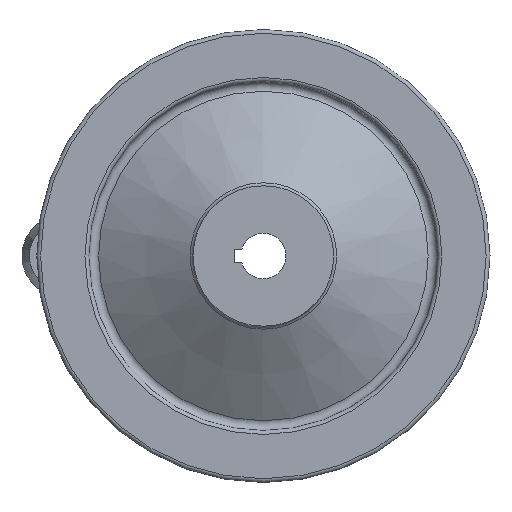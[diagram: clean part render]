
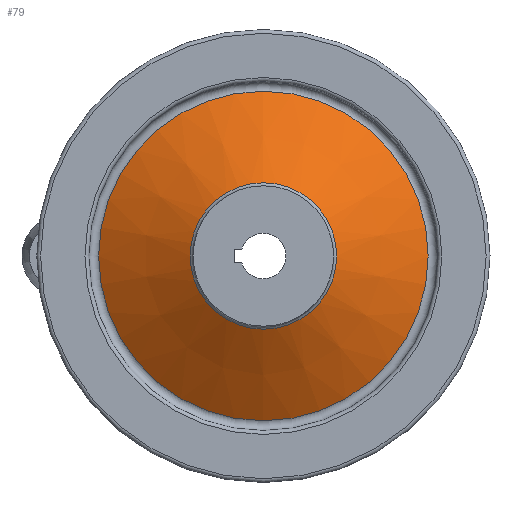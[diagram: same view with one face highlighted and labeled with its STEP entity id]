
A CAD part, left-side view. The second image highlights one B-rep face of the part: STEP entity #79.
In plain terms, the highlighted conical face has half-angle 57.989 degrees and reference radius 16.166 mm.
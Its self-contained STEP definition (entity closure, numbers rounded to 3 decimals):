
#79 = ADVANCED_FACE( '', ( #177, #178 ), #179, .T. );
#177 = FACE_OUTER_BOUND( '', #289, .T. );
#178 = FACE_BOUND( '', #290, .T. );
#179 = CONICAL_SURFACE( '', #291, 16.166, 1.012 );
#289 = EDGE_LOOP( '', ( #466 ) );
#290 = EDGE_LOOP( '', ( #467 ) );
#291 = AXIS2_PLACEMENT_3D( '', #468, #469, #470 );
#466 = ORIENTED_EDGE( '', *, *, #588, .F. );
#467 = ORIENTED_EDGE( '', *, *, #589, .T. );
#468 = CARTESIAN_POINT( '', ( 10.46, 0., 0. ) );
#469 = DIRECTION( '', ( 1., 0., 0. ) );
#470 = DIRECTION( '', ( 0., 0., -1. ) );
#588 = EDGE_CURVE( '', #674, #674, #675, .T. );
#589 = EDGE_CURVE( '', #676, #676, #677, .T. );
#674 = VERTEX_POINT( '', #773 );
#675 = CIRCLE( '', #774, 36.357 );
#676 = VERTEX_POINT( '', #775 );
#677 = CIRCLE( '', #776, 16.166 );
#773 = CARTESIAN_POINT( '', ( 23.082, 0., -36.357 ) );
#774 = AXIS2_PLACEMENT_3D( '', #863, #864, #865 );
#775 = CARTESIAN_POINT( '', ( 10.46, 0., -16.166 ) );
#776 = AXIS2_PLACEMENT_3D( '', #866, #867, #868 );
#863 = CARTESIAN_POINT( '', ( 23.082, 0., 0. ) );
#864 = DIRECTION( '', ( 1., 0., 0. ) );
#865 = DIRECTION( '', ( 0., 0., -1. ) );
#866 = CARTESIAN_POINT( '', ( 10.46, 0., 0. ) );
#867 = DIRECTION( '', ( 1., 0., 0. ) );
#868 = DIRECTION( '', ( 0., 0., -1. ) );
